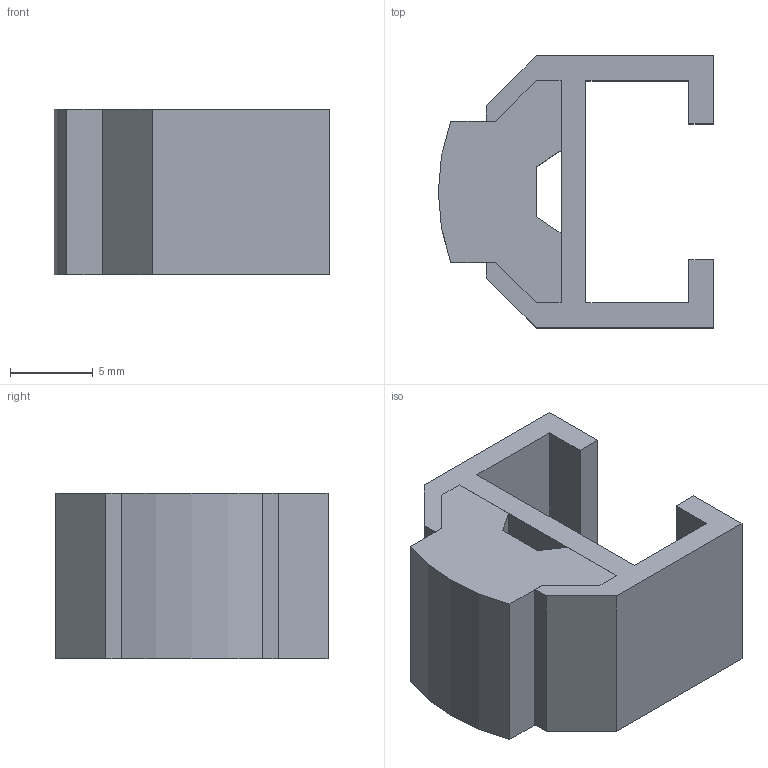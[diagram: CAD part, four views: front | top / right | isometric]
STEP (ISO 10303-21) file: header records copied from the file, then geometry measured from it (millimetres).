
FILE_DESCRIPTION(/* description */ ('Profil bočního vedení'),/* implementation_level */ '2;1');
FILE_NAME(/* name */ '904515.stp',/* time_stamp */ '2013-12-08T22:40:31+01:00',/* author */ ('PC'),/* organization */ (''),/* preprocessor_version */ 'ST-DEVELOPER v15.2',/* originating_system */ 'Autodesk Inventor 2014',/* authorisation */ '');
FILE_SCHEMA (('AUTOMOTIVE_DESIGN { 1 0 10303 214 3 1 1 }'));
Length unit declared in the file: millimetre
Products named in the file (3): 904515A; 904515B; Sestava1
Bounding box: 16.6 x 16.4 x 10 mm (x, y, z)
Volume: 1368.7 mm3; surface area: 1648.1 mm2
Topology: 2 solids, 2 shells, 38 faces, 102 edges, 68 vertices
Faces by surface type: plane 37, cylinder 1
Entity records: 1235 total; most frequent: CARTESIAN_POINT 213, ORIENTED_EDGE 204, DIRECTION 190, EDGE_CURVE 102, LINE 100, VECTOR 100, VERTEX_POINT 68, AXIS2_PLACEMENT_3D 45
